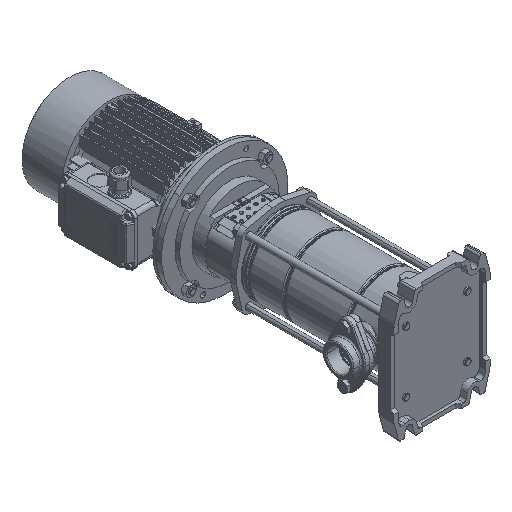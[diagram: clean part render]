
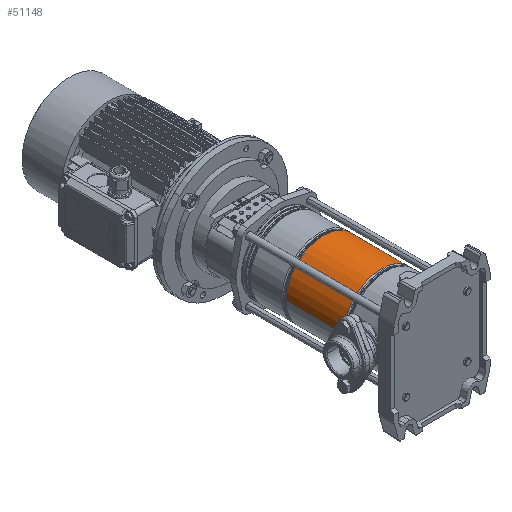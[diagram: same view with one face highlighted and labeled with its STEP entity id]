
A CAD part, isometric view. The second image highlights one B-rep face of the part: STEP entity #51148.
In plain terms, the highlighted cylindrical face has radius 74.9 mm (diameter 149.8 mm), a partial arc.
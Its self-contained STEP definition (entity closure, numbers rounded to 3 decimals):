
#554 = EDGE_LOOP ( 'NONE', ( #74938, #64871, #2814, #59344 ) ) ;
#767 = VERTEX_POINT ( 'NONE', #30674 ) ;
#970 = FACE_OUTER_BOUND ( 'NONE', #554, .T. ) ;
#1899 = CARTESIAN_POINT ( 'NONE',  ( -74.9, 0., 0. ) ) ;
#2814 = ORIENTED_EDGE ( 'NONE', *, *, #32751, .T. ) ;
#4892 = AXIS2_PLACEMENT_3D ( 'NONE', #71209, #14445, #9547 ) ;
#4915 = AXIS2_PLACEMENT_3D ( 'NONE', #26529, #69549, #31850 ) ;
#7414 = DIRECTION ( 'NONE',  ( 0., 0., -1. ) ) ;
#7626 = CARTESIAN_POINT ( 'NONE',  ( 74.9, 0., 201.221 ) ) ;
#9547 = DIRECTION ( 'NONE',  ( 1., 0., 0. ) ) ;
#10633 = LINE ( 'NONE', #78372, #56969 ) ;
#11551 = EDGE_CURVE ( 'NONE', #53937, #52102, #48150, .T. ) ;
#11855 = VERTEX_POINT ( 'NONE', #56323 ) ;
#11866 = AXIS2_PLACEMENT_3D ( 'NONE', #31378, #7414, #48869 ) ;
#14445 = DIRECTION ( 'NONE',  ( 0., 0., 1. ) ) ;
#15511 = DIRECTION ( 'NONE',  ( 0., 0., -1. ) ) ;
#26529 = CARTESIAN_POINT ( 'NONE',  ( 0., 0., 0. ) ) ;
#30674 = CARTESIAN_POINT ( 'NONE',  ( -74.9, 0., 86.779 ) ) ;
#31378 = CARTESIAN_POINT ( 'NONE',  ( 0., 0., 201.221 ) ) ;
#31850 = DIRECTION ( 'NONE',  ( -1., 0., 0. ) ) ;
#32751 = EDGE_CURVE ( 'NONE', #52102, #767, #57486, .T. ) ;
#38737 = CYLINDRICAL_SURFACE ( 'NONE', #4915, 74.9 ) ;
#48150 = CIRCLE ( 'NONE', #11866, 74.9 ) ;
#48869 = DIRECTION ( 'NONE',  ( 1., 0., 0. ) ) ;
#51148 = ADVANCED_FACE ( 'NONE', ( #970 ), #38737, .T. ) ;
#52102 = VERTEX_POINT ( 'NONE', #73585 ) ;
#53937 = VERTEX_POINT ( 'NONE', #7626 ) ;
#56323 = CARTESIAN_POINT ( 'NONE',  ( 74.9, 0., 86.779 ) ) ;
#56969 = VECTOR ( 'NONE', #15511, 1000. ) ;
#57486 = LINE ( 'NONE', #1899, #58690 ) ;
#57879 = DIRECTION ( 'NONE',  ( 0., 0., -1. ) ) ;
#58690 = VECTOR ( 'NONE', #57879, 1000. ) ;
#59344 = ORIENTED_EDGE ( 'NONE', *, *, #75267, .T. ) ;
#64871 = ORIENTED_EDGE ( 'NONE', *, *, #11551, .T. ) ;
#69549 = DIRECTION ( 'NONE',  ( 0., 0., -1. ) ) ;
#71209 = CARTESIAN_POINT ( 'NONE',  ( 0., 0., 86.779 ) ) ;
#73585 = CARTESIAN_POINT ( 'NONE',  ( -74.9, 0., 201.221 ) ) ;
#74938 = ORIENTED_EDGE ( 'NONE', *, *, #76927, .F. ) ;
#75267 = EDGE_CURVE ( 'NONE', #767, #11855, #77450, .T. ) ;
#76927 = EDGE_CURVE ( 'NONE', #53937, #11855, #10633, .T. ) ;
#77450 = CIRCLE ( 'NONE', #4892, 74.9 ) ;
#78372 = CARTESIAN_POINT ( 'NONE',  ( 74.9, 0., 0. ) ) ;
